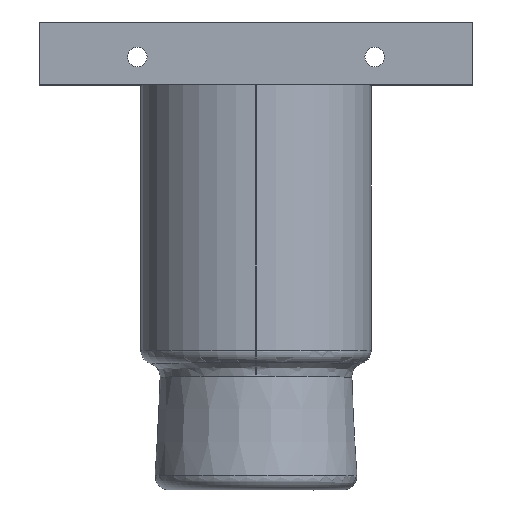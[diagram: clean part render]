
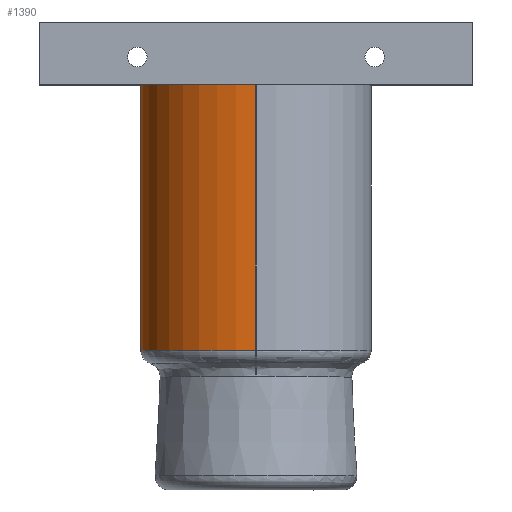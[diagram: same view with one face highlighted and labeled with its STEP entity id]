
A CAD part, top view. The second image highlights one B-rep face of the part: STEP entity #1390.
In plain terms, the highlighted cylindrical face has radius 16.5 mm (diameter 33 mm), a partial arc.
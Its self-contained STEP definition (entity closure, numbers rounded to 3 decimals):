
#57=CYLINDRICAL_SURFACE('',#1538,16.5);
#88=LINE('',#3724,#140);
#94=LINE('',#3739,#146);
#99=LINE('',#3751,#151);
#140=VECTOR('',#1818,10.);
#146=VECTOR('',#1830,10.);
#151=VECTOR('',#1839,16.5);
#263=FACE_OUTER_BOUND('',#352,.T.);
#352=EDGE_LOOP('',(#1222,#1223,#1224,#1225,#1226));
#512=CIRCLE('',#1518,16.5);
#517=CIRCLE('',#1539,16.5);
#621=VERTEX_POINT('',#3566);
#622=VERTEX_POINT('',#3568);
#629=VERTEX_POINT('',#3680);
#636=VERTEX_POINT('',#3738);
#641=VERTEX_POINT('',#3750);
#808=EDGE_CURVE('',#621,#622,#512,.T.);
#829=EDGE_CURVE('',#629,#622,#88,.T.);
#836=EDGE_CURVE('',#636,#629,#94,.T.);
#842=EDGE_CURVE('',#621,#641,#99,.T.);
#843=EDGE_CURVE('',#641,#636,#517,.F.);
#1222=ORIENTED_EDGE('',*,*,#808,.F.);
#1223=ORIENTED_EDGE('',*,*,#842,.T.);
#1224=ORIENTED_EDGE('',*,*,#843,.T.);
#1225=ORIENTED_EDGE('',*,*,#836,.T.);
#1226=ORIENTED_EDGE('',*,*,#829,.T.);
#1390=ADVANCED_FACE('',(#263),#57,.T.);
#1518=AXIS2_PLACEMENT_3D('',#3569,#1775,#1776);
#1538=AXIS2_PLACEMENT_3D('',#3749,#1837,#1838);
#1539=AXIS2_PLACEMENT_3D('',#3752,#1840,#1841);
#1775=DIRECTION('center_axis',(0.,-1.,0.));
#1776=DIRECTION('ref_axis',(-0.696,0.,0.718));
#1818=DIRECTION('',(0.,-1.,0.));
#1830=DIRECTION('',(0.,-1.,0.));
#1837=DIRECTION('center_axis',(0.,1.,0.));
#1838=DIRECTION('ref_axis',(-1.,0.,0.03));
#1839=DIRECTION('',(0.,1.,0.));
#1840=DIRECTION('center_axis',(0.,1.,0.));
#1841=DIRECTION('ref_axis',(-1.,0.,0.03));
#3566=CARTESIAN_POINT('',(-0.008,-42.5,16.));
#3568=CARTESIAN_POINT('',(-16.5,-42.5,0.));
#3569=CARTESIAN_POINT('Origin',(-0.008,-42.5,-0.5));
#3680=CARTESIAN_POINT('',(-16.5,-10.5,0.));
#3724=CARTESIAN_POINT('',(-16.5,-4.5,0.));
#3738=CARTESIAN_POINT('',(-16.5,-4.5,0.));
#3739=CARTESIAN_POINT('',(-16.5,-4.5,0.));
#3749=CARTESIAN_POINT('Origin',(-0.008,-4.5,-0.5));
#3750=CARTESIAN_POINT('',(-0.008,-4.5,16.));
#3751=CARTESIAN_POINT('',(-0.008,-4.5,16.));
#3752=CARTESIAN_POINT('Origin',(-0.008,-4.5,-0.5));
